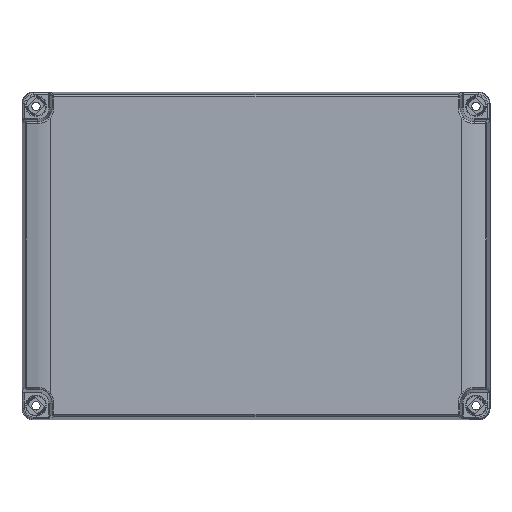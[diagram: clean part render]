
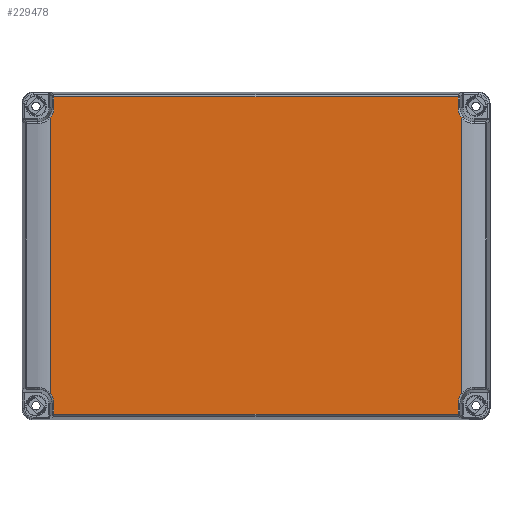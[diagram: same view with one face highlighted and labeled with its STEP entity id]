
A CAD part, top view. The second image highlights one B-rep face of the part: STEP entity #229478.
In plain terms, the highlighted planar face has unit normal (0, 0, 1).
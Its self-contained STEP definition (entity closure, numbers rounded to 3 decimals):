
#220208=DIRECTION('',(-1.,0.,0.));
#220209=VECTOR('',#220208,215.929);
#220210=CARTESIAN_POINT('',(107.965,-84.772,100.));
#220211=LINE('',#220210,#220209);
#223252=DIRECTION('',(0.,1.,0.));
#223253=VECTOR('',#223252,5.772);
#223254=CARTESIAN_POINT('',(107.965,-84.772,100.));
#223255=LINE('',#223254,#223253);
#223265=DIRECTION('',(0.,1.,0.));
#223266=VECTOR('',#223265,146.936);
#223267=CARTESIAN_POINT('',(-110.,-73.468,
100.));
#223268=LINE('',#223267,#223266);
#223278=DIRECTION('',(0.,1.,0.));
#223279=VECTOR('',#223278,5.772);
#223280=CARTESIAN_POINT('',(-107.965,79.,100.));
#223281=LINE('',#223280,#223279);
#223314=DIRECTION('',(1.,0.,0.));
#223315=VECTOR('',#223314,215.929);
#223316=CARTESIAN_POINT('',(-107.965,84.772,100.));
#223317=LINE('',#223316,#223315);
#223488=CARTESIAN_POINT('',(116.5,-79.,100.));
#223489=DIRECTION('',(0.,0.,-1.));
#223490=DIRECTION('',(-1.,0.,0.));
#223491=AXIS2_PLACEMENT_3D('',#223488,#223489,#223490);
#223526=DIRECTION('',(0.,1.,0.));
#223527=VECTOR('',#223526,146.936);
#223528=CARTESIAN_POINT('',(110.,-73.468,
100.));
#223529=LINE('',#223528,#223527);
#223564=CARTESIAN_POINT('',(110.,73.468,
100.));
#223580=CARTESIAN_POINT('',(116.5,79.,100.));
#223581=DIRECTION('',(0.,0.,-1.));
#223582=DIRECTION('',(-0.762,-0.648,0.));
#223583=AXIS2_PLACEMENT_3D('',#223580,#223581,#223582);
#223595=DIRECTION('',(0.,1.,0.));
#223596=VECTOR('',#223595,5.772);
#223597=CARTESIAN_POINT('',(107.965,79.,100.));
#223598=LINE('',#223597,#223596);
#223649=CARTESIAN_POINT('',(-116.5,79.,100.));
#223650=DIRECTION('',(0.,0.,1.));
#223651=DIRECTION('',(0.762,-0.648,0.));
#223652=AXIS2_PLACEMENT_3D('',#223649,#223650,#223651);
#223682=DIRECTION('',(0.,-1.,0.));
#223683=VECTOR('',#223682,5.772);
#223684=CARTESIAN_POINT('',(-107.965,-79.,100.));
#223685=LINE('',#223684,#223683);
#223818=CARTESIAN_POINT('',(-116.5,-79.,100.));
#223819=DIRECTION('',(0.,0.,-1.));
#223820=DIRECTION('',(0.762,0.648,0.));
#223821=AXIS2_PLACEMENT_3D('',#223818,#223819,#223820);
#224515=CARTESIAN_POINT('',(-107.965,79.,100.));
#224516=CARTESIAN_POINT('',(-107.965,84.772,100.));
#224517=VERTEX_POINT('',#224515);
#224518=VERTEX_POINT('',#224516);
#224521=CARTESIAN_POINT('',(-110.,73.468,100.));
#224522=VERTEX_POINT('',#224521);
#224527=CARTESIAN_POINT('',(107.965,84.772,100.));
#224528=VERTEX_POINT('',#224527);
#224589=CARTESIAN_POINT('',(107.965,-84.772,100.));
#224590=CARTESIAN_POINT('',(-107.965,-84.772,100.));
#224591=VERTEX_POINT('',#224589);
#224592=VERTEX_POINT('',#224590);
#224613=CARTESIAN_POINT('',(-107.965,-79.,100.));
#224614=VERTEX_POINT('',#224613);
#224617=CARTESIAN_POINT('',(-110.,-73.468,100.));
#224618=VERTEX_POINT('',#224617);
#224623=CARTESIAN_POINT('',(107.965,-79.,100.));
#224624=VERTEX_POINT('',#224623);
#224627=CARTESIAN_POINT('',(110.,-73.468,100.));
#224628=VERTEX_POINT('',#224627);
#224635=VERTEX_POINT('',#223564);
#224637=CARTESIAN_POINT('',(107.965,79.,100.));
#224638=VERTEX_POINT('',#224637);
#229450=CARTESIAN_POINT('',(-110.,-87.5,100.));
#229451=DIRECTION('',(0.,0.,1.));
#229452=DIRECTION('',(1.,0.,0.));
#229453=AXIS2_PLACEMENT_3D('',#229450,#229451,#229452);
#229454=PLANE('',#229453);
#229456=ORIENTED_EDGE('',*,*,#229455,.T.);
#229458=ORIENTED_EDGE('',*,*,#229457,.T.);
#229460=ORIENTED_EDGE('',*,*,#229459,.F.);
#229462=ORIENTED_EDGE('',*,*,#229461,.F.);
#229464=ORIENTED_EDGE('',*,*,#229463,.F.);
#229466=ORIENTED_EDGE('',*,*,#229465,.F.);
#229467=ORIENTED_EDGE('',*,*,#229441,.F.);
#229468=ORIENTED_EDGE('',*,*,#224914,.T.);
#229470=ORIENTED_EDGE('',*,*,#229469,.F.);
#229472=ORIENTED_EDGE('',*,*,#229471,.F.);
#229473=ORIENTED_EDGE('',*,*,#228962,.T.);
#229475=ORIENTED_EDGE('',*,*,#229474,.T.);
#229476=EDGE_LOOP('',(#229456,#229458,#229460,#229462,#229464,#229466,#229467,
#229468,#229470,#229472,#229473,#229475));
#229477=FACE_OUTER_BOUND('',#229476,.F.);
#223492=CIRCLE('',#223491,8.535);
#223584=CIRCLE('',#223583,8.535);
#223653=CIRCLE('',#223652,8.535);
#223822=CIRCLE('',#223821,8.535);
#224914=EDGE_CURVE('',#224591,#224592,#220211,.T.);
#228962=EDGE_CURVE('',#224618,#224522,#223268,.T.);
#229441=EDGE_CURVE('',#224591,#224624,#223255,.T.);
#229455=EDGE_CURVE('',#224517,#224518,#223281,.T.);
#229457=EDGE_CURVE('',#224518,#224528,#223317,.T.);
#229459=EDGE_CURVE('',#224638,#224528,#223598,.T.);
#229461=EDGE_CURVE('',#224635,#224638,#223584,.T.);
#229463=EDGE_CURVE('',#224628,#224635,#223529,.T.);
#229465=EDGE_CURVE('',#224624,#224628,#223492,.T.);
#229469=EDGE_CURVE('',#224614,#224592,#223685,.T.);
#229471=EDGE_CURVE('',#224618,#224614,#223822,.T.);
#229474=EDGE_CURVE('',#224522,#224517,#223653,.T.);
#229478=ADVANCED_FACE('',(#229477),#229454,.T.);
